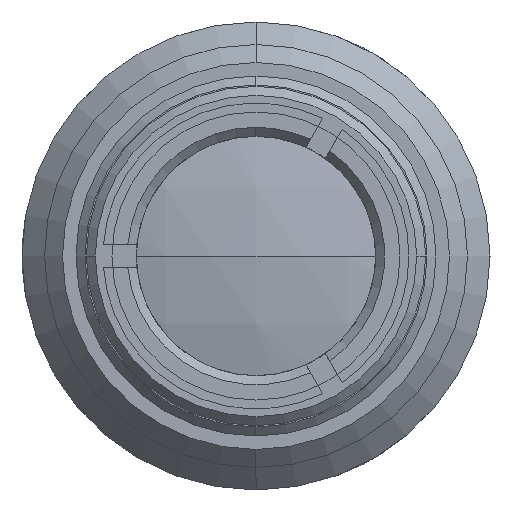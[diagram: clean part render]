
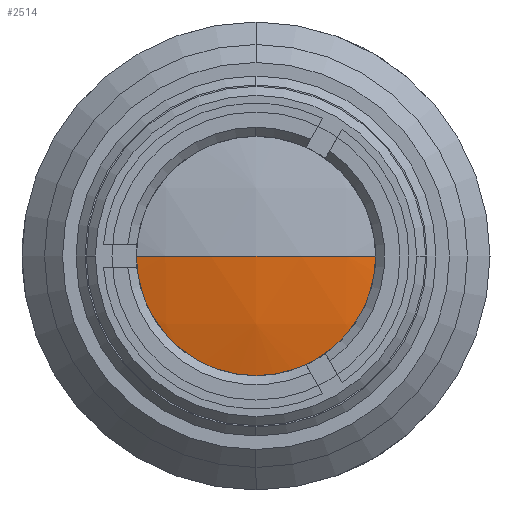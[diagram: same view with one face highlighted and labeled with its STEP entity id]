
A CAD part, left-side view. The second image highlights one B-rep face of the part: STEP entity #2514.
In plain terms, the highlighted spherical face has radius 57.68 mm.
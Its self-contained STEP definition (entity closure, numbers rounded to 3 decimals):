
#210 = AXIS2_PLACEMENT_3D ( 'NONE', #1698, #703, #700 ) ;
#259 = EDGE_CURVE ( 'NONE', #3149, #981, #3148, .T. ) ;
#359 = EDGE_CURVE ( 'NONE', #710, #3149, #2550, .T. ) ;
#375 = SPHERICAL_SURFACE ( 'NONE', #1172, 57.68 ) ;
#386 = DIRECTION ( 'NONE',  ( -1., 0., 0. ) ) ;
#395 = DIRECTION ( 'NONE',  ( 0., 0., 1. ) ) ;
#408 = CARTESIAN_POINT ( 'NONE',  ( -51.95, 0., 0. ) ) ;
#700 = DIRECTION ( 'NONE',  ( 0., -1., 0. ) ) ;
#703 = DIRECTION ( 'NONE',  ( 0., 0., 1. ) ) ;
#710 = VERTEX_POINT ( 'NONE', #2611 ) ;
#776 = DIRECTION ( 'NONE',  ( 0., 0., -1. ) ) ;
#788 = CIRCLE ( 'NONE', #210, 57.68 ) ;
#981 = VERTEX_POINT ( 'NONE', #1140 ) ;
#1077 = EDGE_CURVE ( 'NONE', #710, #981, #788, .T. ) ;
#1083 = CARTESIAN_POINT ( 'NONE',  ( -51.95, -15., 0. ) ) ;
#1140 = CARTESIAN_POINT ( 'NONE',  ( -53.935, 0., 0. ) ) ;
#1172 = AXIS2_PLACEMENT_3D ( 'NONE', #3439, #2973, #2964 ) ;
#1698 = CARTESIAN_POINT ( 'NONE',  ( 3.745, 0., 0. ) ) ;
#1699 = ORIENTED_EDGE ( 'NONE', *, *, #359, .T. ) ;
#1853 = ORIENTED_EDGE ( 'NONE', *, *, #259, .T. ) ;
#2282 = DIRECTION ( 'NONE',  ( 0., 1., 0. ) ) ;
#2514 = ADVANCED_FACE ( 'NONE', ( #2829 ), #375, .T. ) ;
#2550 = CIRCLE ( 'NONE', #2733, 15. ) ;
#2611 = CARTESIAN_POINT ( 'NONE',  ( -51.95, 15., 0. ) ) ;
#2733 = AXIS2_PLACEMENT_3D ( 'NONE', #408, #386, #395 ) ;
#2747 = CARTESIAN_POINT ( 'NONE',  ( 3.745, 0., 0. ) ) ;
#2807 = ORIENTED_EDGE ( 'NONE', *, *, #1077, .F. ) ;
#2829 = FACE_OUTER_BOUND ( 'NONE', #3550, .T. ) ;
#2964 = DIRECTION ( 'NONE',  ( 0., 1., 0. ) ) ;
#2973 = DIRECTION ( 'NONE',  ( 0., 0., -1. ) ) ;
#3148 = CIRCLE ( 'NONE', #3328, 57.68 ) ;
#3149 = VERTEX_POINT ( 'NONE', #1083 ) ;
#3328 = AXIS2_PLACEMENT_3D ( 'NONE', #2747, #776, #2282 ) ;
#3439 = CARTESIAN_POINT ( 'NONE',  ( 3.745, 0., 0. ) ) ;
#3550 = EDGE_LOOP ( 'NONE', ( #1699, #1853, #2807 ) ) ;
